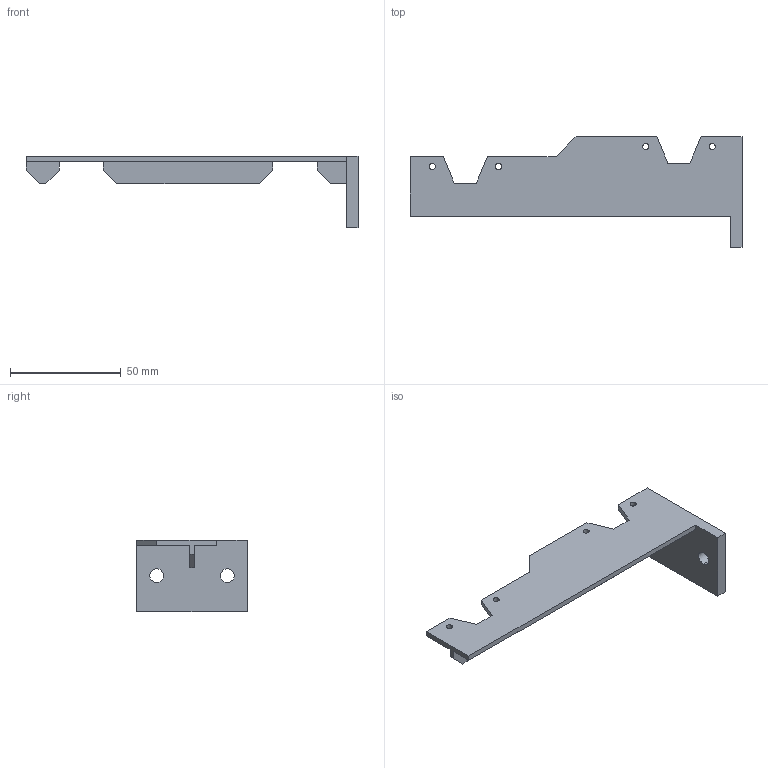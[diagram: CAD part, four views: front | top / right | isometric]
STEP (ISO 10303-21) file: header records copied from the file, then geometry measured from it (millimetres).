
FILE_DESCRIPTION (( 'STEP AP214' ), '1' );
FILE_NAME ('VT0T1_Wiper.STEP', '2021-09-05T18:17:00', ( '' ), ( '' ), 'SwSTEP 2.0', 'SolidWorks 2021', '' );
FILE_SCHEMA (( 'AUTOMOTIVE_DESIGN' ));
Length unit declared in the file: millimetre
Products named in the file (1): VT0T1_Wiper
Bounding box: 150 x 50 x 32.4 mm (x, y, z)
Volume: 19790.4 mm3; surface area: 15348.4 mm2
Topology: 1 solids, 1 shells, 49 faces, 138 edges, 92 vertices
Faces by surface type: plane 37, cylinder 12
Entity records: 1634 total; most frequent: CARTESIAN_POINT 280, ORIENTED_EDGE 276, DIRECTION 262, EDGE_CURVE 138, VECTOR 114, LINE 114, VERTEX_POINT 92, AXIS2_PLACEMENT_3D 74
